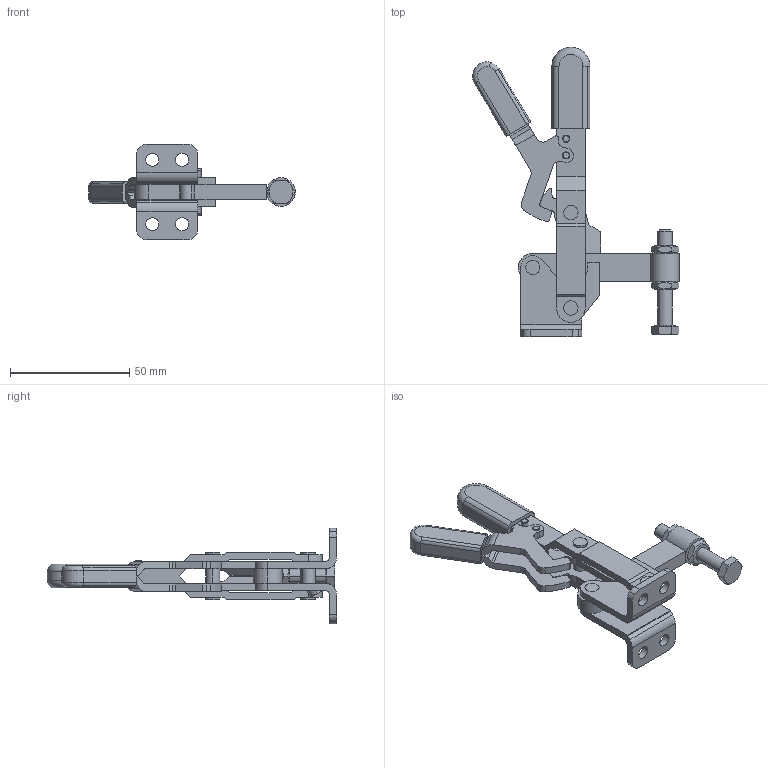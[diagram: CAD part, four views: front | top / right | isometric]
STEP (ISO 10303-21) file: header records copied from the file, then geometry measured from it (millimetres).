
FILE_DESCRIPTION((''),'2;1');
FILE_NAME('MG7SB-SL.stp','2009-11-24T15:28:53',('David'),(''),'Autodesk Inventor 8','Autodesk Inventor 8','');
FILE_SCHEMA(('AUTOMOTIVE_DESIGN { 1 0 10303 214 1 1 1 1 }'));
Length unit declared in the file: millimetre
Products named in the file (7): MG7SB-SL; MG7B SIDEPLATES; MG7-SL HANDLES MODEL; MG7-SL LINKS MODEL; MG7-SL LEVERS; MG7S BAR; ISO 4017  (Regular Thread) M6 x 40
Assembly tree (6 placements, depth 2):
  MG7SB-SL
    MG7B SIDEPLATES
    MG7-SL HANDLES MODEL
    MG7-SL LINKS MODEL
    MG7-SL LEVERS
    MG7S BAR
    ISO 4017  (Regular Thread) M6 x 40
Bounding box: 86.71 x 121.36 x 40 mm (x, y, z)
Volume: 31539.3 mm3; surface area: 25356 mm2
Topology: 7 solids, 7 shells, 399 faces, 1066 edges, 700 vertices
Faces by surface type: cylinder 136, plane 126, bspline 93, cone 38, torus 6
Entity records: 13369 total; most frequent: CARTESIAN_POINT 3175, ORIENTED_EDGE 2132, DIRECTION 2108, EDGE_CURVE 1066, AXIS2_PLACEMENT_3D 767, VERTEX_POINT 700, VECTOR 574, LINE 574
